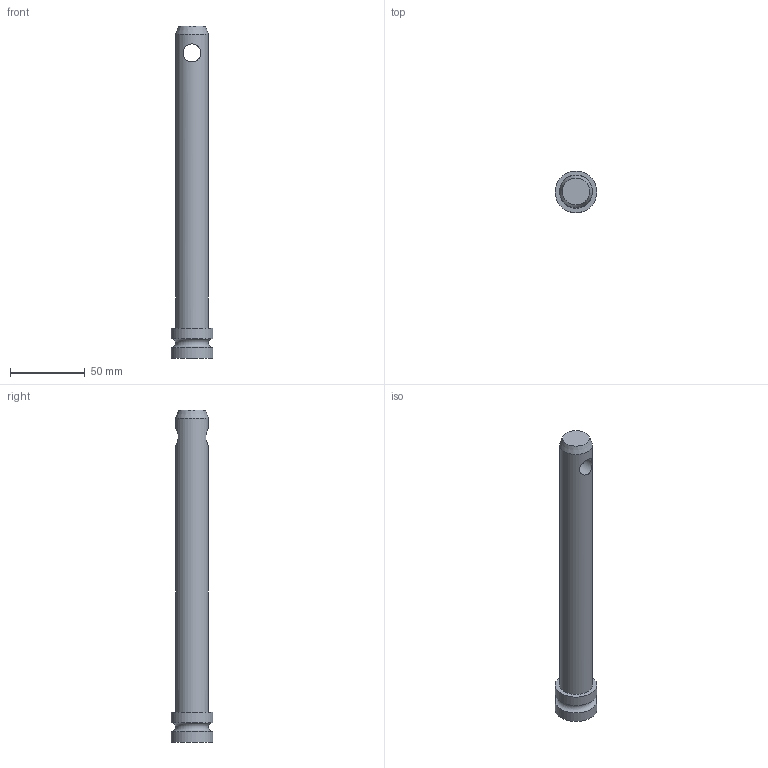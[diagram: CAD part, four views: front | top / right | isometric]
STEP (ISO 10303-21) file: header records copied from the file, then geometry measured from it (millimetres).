
FILE_DESCRIPTION(/* description */ (''),/* implementation_level */ '2;1');
FILE_NAME(/* name */ 'A09073.stp',/* time_stamp */ '2023-06-21T13:23:43+02:00',/* author */ ('msn'),/* organization */ (''),/* preprocessor_version */ 'ST-DEVELOPER v19.2',/* originating_system */ 'Autodesk Inventor 2024',/* authorisation */ '');
FILE_SCHEMA (('AUTOMOTIVE_DESIGN { 1 0 10303 214 3 1 1 }'));
Length unit declared in the file: millimetre
Products named in the file (1): A09075
Bounding box: 28 x 28 x 222 mm (x, y, z)
Volume: 85223 mm3; surface area: 17530.2 mm2
Topology: 1 solids, 1 shells, 9 faces, 21 edges, 15 vertices
Faces by surface type: cylinder 4, plane 3, torus 1, cone 1
Full cylindrical faces by diameter (mm): 12 x1, 22 x1, 28 x2
Entity records: 376 total; most frequent: CARTESIAN_POINT 118, DIRECTION 45, ORIENTED_EDGE 42, EDGE_CURVE 21, AXIS2_PLACEMENT_3D 20, VERTEX_POINT 15, EDGE_LOOP 12, CIRCLE 10
